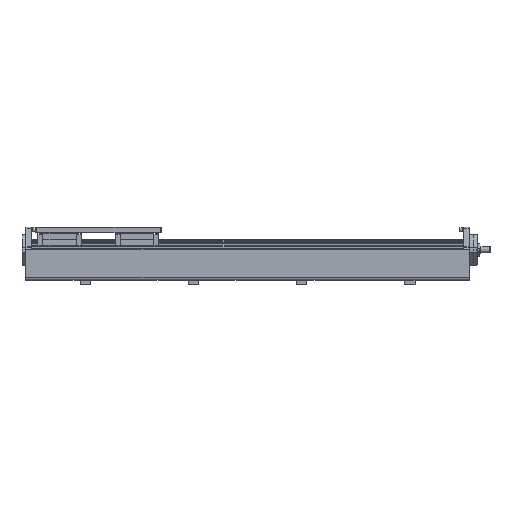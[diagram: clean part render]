
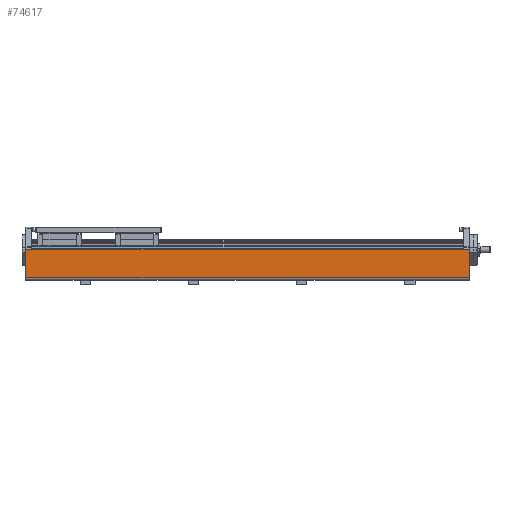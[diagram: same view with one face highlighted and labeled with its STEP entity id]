
A CAD part, left-side view. The second image highlights one B-rep face of the part: STEP entity #74617.
In plain terms, the highlighted planar face has unit normal (-1, 0, 0).
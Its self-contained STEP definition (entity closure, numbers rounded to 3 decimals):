
#57025=CARTESIAN_POINT('',(-252.5,-215.,84.));
#57026=VERTEX_POINT('',#57025);
#57033=CARTESIAN_POINT('',(-252.5,-215.,6.));
#57034=VERTEX_POINT('',#57033);
#57035=CARTESIAN_POINT('',(-252.5,-215.,6.));
#57036=DIRECTION('',(0.0,0.0,1.0));
#57037=VECTOR('',#57036,78.0);
#57038=LINE('',#57035,#57037);
#57039=EDGE_CURVE('',#57034,#57026,#57038,.T.);
#59153=CARTESIAN_POINT('',(-252.5,1015.,84.));
#59154=VERTEX_POINT('',#59153);
#59270=CARTESIAN_POINT('',(-252.5,1015.,6.));
#59271=VERTEX_POINT('',#59270);
#59279=CARTESIAN_POINT('',(-252.5,1015.,84.));
#59280=DIRECTION('',(0.0,0.0,-1.0));
#59281=VECTOR('',#59280,78.);
#59282=LINE('',#59279,#59281);
#59283=EDGE_CURVE('',#59154,#59271,#59282,.T.);
#72653=CARTESIAN_POINT('',(-252.5,1015.,84.));
#72654=DIRECTION('',(0.0,-1.0,0.0));
#72655=VECTOR('',#72654,1230.);
#72656=LINE('',#72653,#72655);
#72657=EDGE_CURVE('',#59154,#57026,#72656,.T.);
#74601=CARTESIAN_POINT('',(-252.5,1002.5,0.));
#74602=DIRECTION('',(-1.0,0.0,0.0));
#74603=DIRECTION('',(0.0,-1.0,0.0));
#74604=AXIS2_PLACEMENT_3D('',#74601,#74602,#74603);
#74605=PLANE('',#74604);
#74606=CARTESIAN_POINT('',(-252.5,-215.,6.));
#74607=DIRECTION('',(0.0,1.0,0.0));
#74608=VECTOR('',#74607,1230.);
#74609=LINE('',#74606,#74608);
#74610=EDGE_CURVE('',#57034,#59271,#74609,.T.);
#74611=ORIENTED_EDGE('',*,*,#74610,.F.);
#74612=ORIENTED_EDGE('',*,*,#57039,.T.);
#74613=ORIENTED_EDGE('',*,*,#72657,.F.);
#74614=ORIENTED_EDGE('',*,*,#59283,.T.);
#74615=EDGE_LOOP('',(#74611,#74612,#74613,#74614));
#74616=FACE_OUTER_BOUND('',#74615,.T.);
#74617=ADVANCED_FACE('',(#74616),#74605,.T.);
